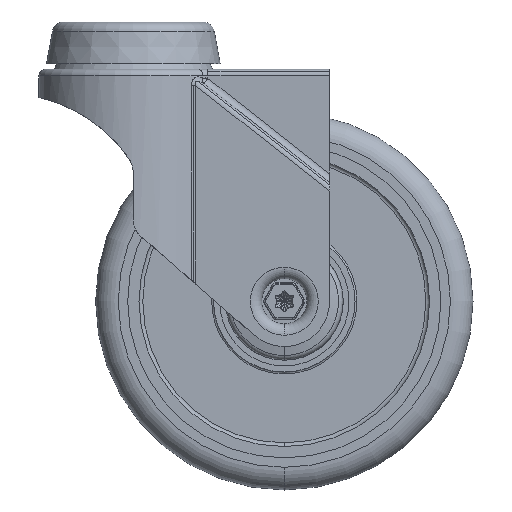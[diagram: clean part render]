
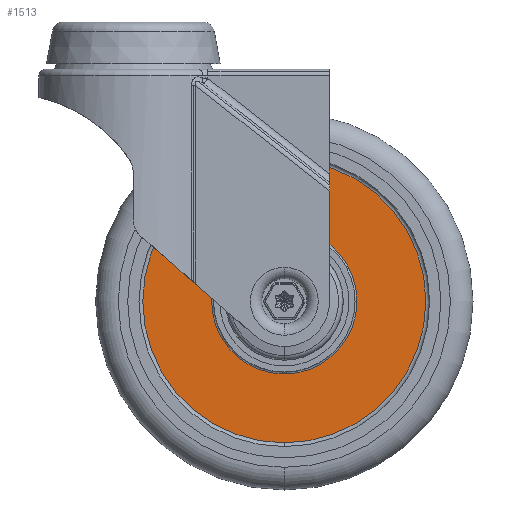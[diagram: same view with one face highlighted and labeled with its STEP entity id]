
A CAD part, front view. The second image highlights one B-rep face of the part: STEP entity #1513.
In plain terms, the highlighted planar face has unit normal (0, -1, 0).
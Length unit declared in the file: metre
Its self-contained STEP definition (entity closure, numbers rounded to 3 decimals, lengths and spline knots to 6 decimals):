
#1513=ADVANCED_FACE('',(#2413,#2414),#2415,.T.);
#2413=FACE_OUTER_BOUND('',#4943,.T.);
#2414=FACE_BOUND('',#4944,.T.);
#2415=PLANE('',#4945);
#4943=EDGE_LOOP('',(#14556,#14557));
#4944=EDGE_LOOP('',(#14558,#14559));
#4945=AXIS2_PLACEMENT_3D('',#14560,#14561,#14562);
#14556=ORIENTED_EDGE('',*,*,#18280,.F.);
#14557=ORIENTED_EDGE('',*,*,#18376,.F.);
#14558=ORIENTED_EDGE('',*,*,#18278,.T.);
#14559=ORIENTED_EDGE('',*,*,#18377,.T.);
#14560=CARTESIAN_POINT('',(-0.028375,-0.002,0.0));
#14561=DIRECTION('',(0.,-1.0,0.0));
#14562=DIRECTION('',(0.0,0.0,-1.0));
#18278=EDGE_CURVE('',#20042,#20045,#20047,.T.);
#18280=EDGE_CURVE('',#20048,#20051,#20052,.T.);
#18376=EDGE_CURVE('',#20051,#20048,#20211,.T.);
#18377=EDGE_CURVE('',#20045,#20042,#20212,.T.);
#20042=VERTEX_POINT('',#23293);
#20045=VERTEX_POINT('',#23296);
#20047=CIRCLE('',#23298,0.01925);
#20048=VERTEX_POINT('',#23299);
#20051=VERTEX_POINT('',#23302);
#20052=CIRCLE('',#23303,0.0375);
#20211=CIRCLE('',#23488,0.0375);
#20212=CIRCLE('',#23489,0.01925);
#23293=CARTESIAN_POINT('',(0.,-0.002,-0.01925));
#23296=CARTESIAN_POINT('',(0.,-0.002,0.01925));
#23298=AXIS2_PLACEMENT_3D('',#35769,#35770,#35771);
#23299=CARTESIAN_POINT('',(0.,-0.002,-0.0375));
#23302=CARTESIAN_POINT('',(0.,-0.002,0.0375));
#23303=AXIS2_PLACEMENT_3D('',#35775,#35776,#35777);
#23488=AXIS2_PLACEMENT_3D('',#36011,#36012,#36013);
#23489=AXIS2_PLACEMENT_3D('',#36014,#36015,#36016);
#35769=CARTESIAN_POINT('',(0.,-0.002,0.0));
#35770=DIRECTION('',(0.,1.0,0.0));
#35771=DIRECTION('',(-1.0,0.,0.0));
#35775=CARTESIAN_POINT('',(0.,-0.002,0.0));
#35776=DIRECTION('',(0.,1.0,0.0));
#35777=DIRECTION('',(-1.0,0.,0.0));
#36011=CARTESIAN_POINT('',(0.,-0.002,0.0));
#36012=DIRECTION('',(0.,1.0,0.0));
#36013=DIRECTION('',(-1.0,0.,0.0));
#36014=CARTESIAN_POINT('',(0.,-0.002,0.0));
#36015=DIRECTION('',(0.,1.0,0.0));
#36016=DIRECTION('',(-1.0,0.,0.0));
